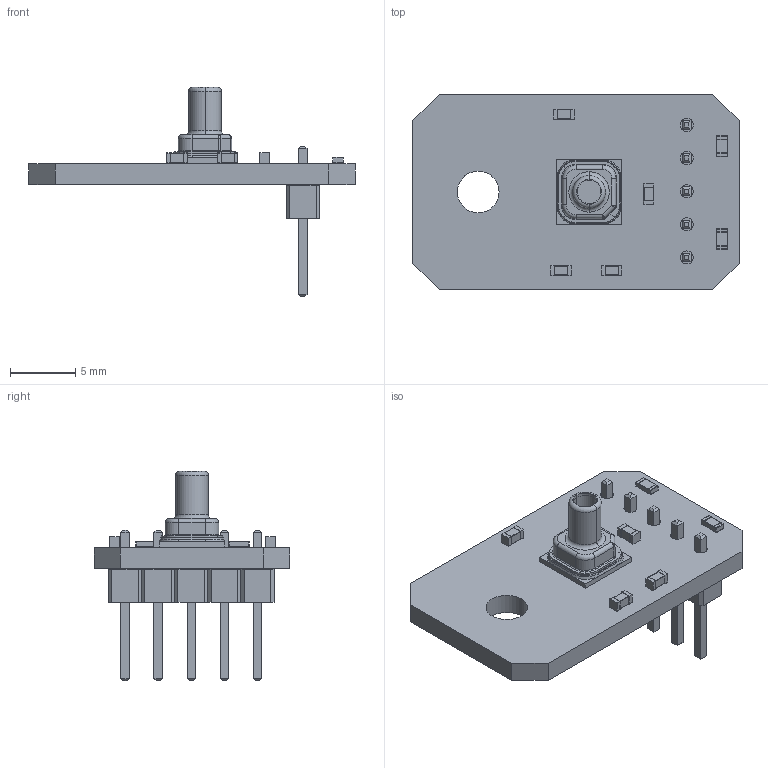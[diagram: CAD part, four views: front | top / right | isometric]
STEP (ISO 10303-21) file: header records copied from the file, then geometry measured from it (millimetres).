
FILE_DESCRIPTION(('KiCad electronic assembly'),'2;1');
FILE_NAME('pressey.step','2023-07-24T08:27:39',('Pcbnew'),('Kicad'), 'Open CASCADE STEP processor 7.6','KiCad to STEP converter','Unknown' );
FILE_SCHEMA(('AUTOMOTIVE_DESIGN { 1 0 10303 214 1 1 1 1 }'));
Length unit declared in the file: millimetre
Products named in the file (10): pressey 1; R_0603_1608Metric; SOLID; C_0603_1608Metric; MPRLS0015PG00001A--3DModel-STEP-56544; COMPOUND; PinHeader_1x05_P2.54mm_Vertical; PCB
Assembly tree (13 placements, depth 3):
  pressey 1
    R_0603_1608Metric  x2
      SOLID
    C_0603_1608Metric  x4
      SOLID
    MPRLS0015PG00001A--3DModel-STEP-56544
      COMPOUND
    PinHeader_1x05_P2.54mm_Vertical
      SOLID
    PCB
Bounding box: 25 x 15 x 16.04 mm (x, y, z)
Volume: 719 mm3; surface area: 1412 mm2
Topology: 27 solids, 27 shells, 657 faces, 1556 edges, 990 vertices
Faces by surface type: plane 462, cylinder 172, torus 12, cone 9, bspline 2
Full cylindrical faces by diameter (mm): 1 x6, 3.2 x1
Entity records: 34188 total; most frequent: CARTESIAN_POINT 6143, DIRECTION 5134, LINE 3179, VECTOR 3179, ORIENTED_EDGE 2540, PCURVE 2540, DEFINITIONAL_REPRESENTATION 2540, EDGE_CURVE 1270
